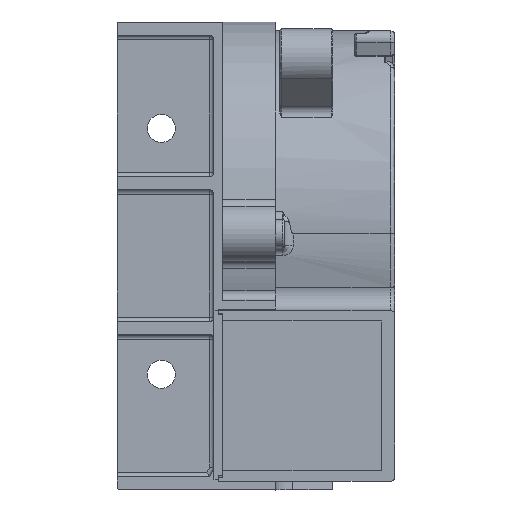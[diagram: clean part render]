
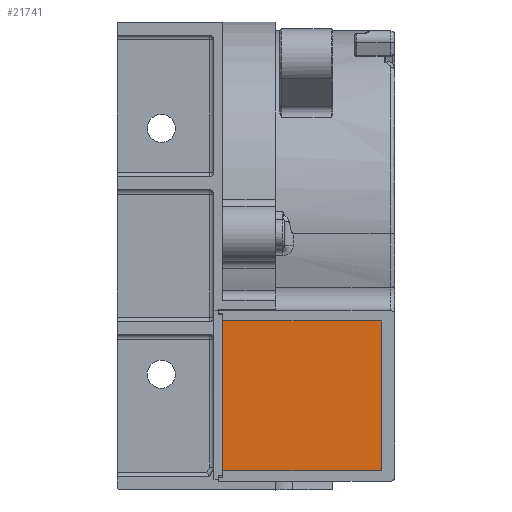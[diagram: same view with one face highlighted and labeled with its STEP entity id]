
A CAD part, left-side view. The second image highlights one B-rep face of the part: STEP entity #21741.
In plain terms, the highlighted planar face has unit normal (-1, 0, 0).
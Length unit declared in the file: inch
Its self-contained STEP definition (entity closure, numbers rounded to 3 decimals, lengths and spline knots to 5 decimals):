
#12058=DIRECTION('',(0.,0.,1.));
#12059=VECTOR('',#12058,0.6723);
#12060=CARTESIAN_POINT('',(0.,0.,0.04746));
#12061=LINE('',#12060,#12059);
#12062=DIRECTION('',(0.,-1.,0.));
#12063=VECTOR('',#12062,0.71185);
#12064=CARTESIAN_POINT('',(0.,0.,0.71976));
#12065=LINE('',#12064,#12063);
#12066=DIRECTION('',(0.,0.,1.));
#12067=VECTOR('',#12066,0.6723);
#12068=CARTESIAN_POINT('',(0.,-0.71185,0.04746));
#12069=LINE('',#12068,#12067);
#12078=DIRECTION('',(0.,-1.,0.));
#12079=VECTOR('',#12078,0.71185);
#12080=CARTESIAN_POINT('',(0.,0.,0.04746));
#12081=LINE('',#12080,#12079);
#14961=CARTESIAN_POINT('',(0.,0.,0.71976));
#14962=VERTEX_POINT('',#14961);
#14963=CARTESIAN_POINT('',(0.,0.,0.04746));
#14964=VERTEX_POINT('',#14963);
#15561=CARTESIAN_POINT('',(0.,-0.71185,0.71976));
#15562=VERTEX_POINT('',#15561);
#15563=CARTESIAN_POINT('',(0.,-0.71185,0.04746));
#15564=VERTEX_POINT('',#15563);
#21728=CARTESIAN_POINT('',(0.,-0.35593,0.38361));
#21729=DIRECTION('',(1.,0.,0.));
#21730=DIRECTION('',(0.,0.,1.));
#21731=AXIS2_PLACEMENT_3D('',#21728,#21729,#21730);
#21732=PLANE('',#21731);
#21734=ORIENTED_EDGE('',*,*,#21733,.F.);
#21736=ORIENTED_EDGE('',*,*,#21735,.F.);
#21737=ORIENTED_EDGE('',*,*,#18213,.T.);
#21738=ORIENTED_EDGE('',*,*,#21719,.T.);
#21739=EDGE_LOOP('',(#21734,#21736,#21737,#21738));
#21740=FACE_OUTER_BOUND('',#21739,.F.);
#21741=ADVANCED_FACE('',(#21740),#21732,.F.);
#18213=EDGE_CURVE('',#14964,#14962,#12061,.T.);
#21719=EDGE_CURVE('',#14962,#15562,#12065,.T.);
#21733=EDGE_CURVE('',#15564,#15562,#12069,.T.);
#21735=EDGE_CURVE('',#14964,#15564,#12081,.T.);
